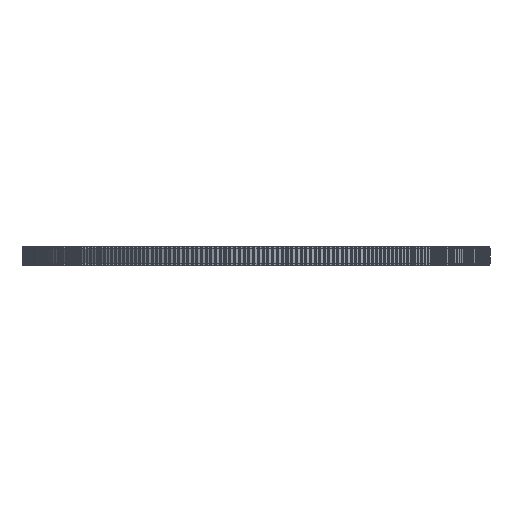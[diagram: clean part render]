
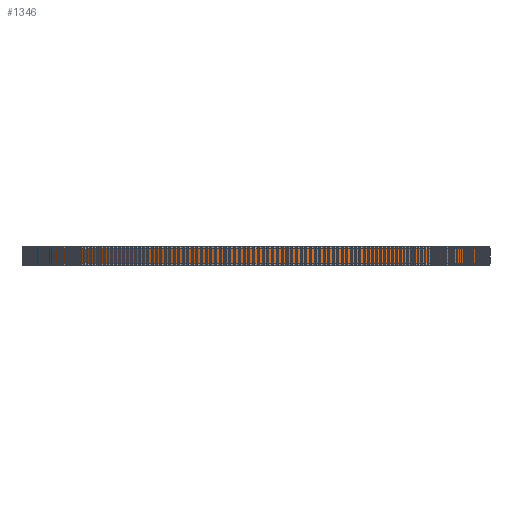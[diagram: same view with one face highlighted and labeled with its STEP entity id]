
A CAD part, left-side view. The second image highlights one B-rep face of the part: STEP entity #1346.
In plain terms, the highlighted cylindrical face has radius 97.403 mm (diameter 194.806 mm), a full revolution.
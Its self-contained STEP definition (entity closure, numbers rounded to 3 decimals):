
#97=FACE_BOUND('',#5024,.T.);
#98=FACE_BOUND('',#5025,.T.);
#1346=ADVANCED_FACE('',(#97,#98),#2571,.T.);
#2571=CYLINDRICAL_SURFACE('',#27071,97.403);
#5024=EDGE_LOOP('',(#14818));
#5025=EDGE_LOOP('',(#14819));
#14818=ORIENTED_EDGE('',*,*,#20942,.T.);
#14819=ORIENTED_EDGE('',*,*,#20943,.T.);
#17268=VERTEX_POINT('',#43000);
#17269=VERTEX_POINT('',#43002);
#20942=EDGE_CURVE('',#17268,#17268,#23392,.T.);
#20943=EDGE_CURVE('',#17269,#17269,#23393,.T.);
#23392=CIRCLE('',#27069,97.403);
#23393=CIRCLE('',#27070,97.403);
#27069=AXIS2_PLACEMENT_3D('',#42999,#35646,#35647);
#27070=AXIS2_PLACEMENT_3D('',#43001,#35648,#35649);
#27071=AXIS2_PLACEMENT_3D('',#43003,#35650,#35651);
#35646=DIRECTION('',(0.,0.,1.));
#35647=DIRECTION('',(1.,0.,0.));
#35648=DIRECTION('',(0.,0.,-1.));
#35649=DIRECTION('',(1.,0.,0.));
#35650=DIRECTION('',(0.,0.,1.));
#35651=DIRECTION('',(1.,0.,0.));
#42999=CARTESIAN_POINT('',(0.,0.,1.));
#43000=CARTESIAN_POINT('',(97.403,0.,1.));
#43001=CARTESIAN_POINT('',(0.,0.,7.));
#43002=CARTESIAN_POINT('',(97.403,0.,7.));
#43003=CARTESIAN_POINT('',(0.,0.,1.));
